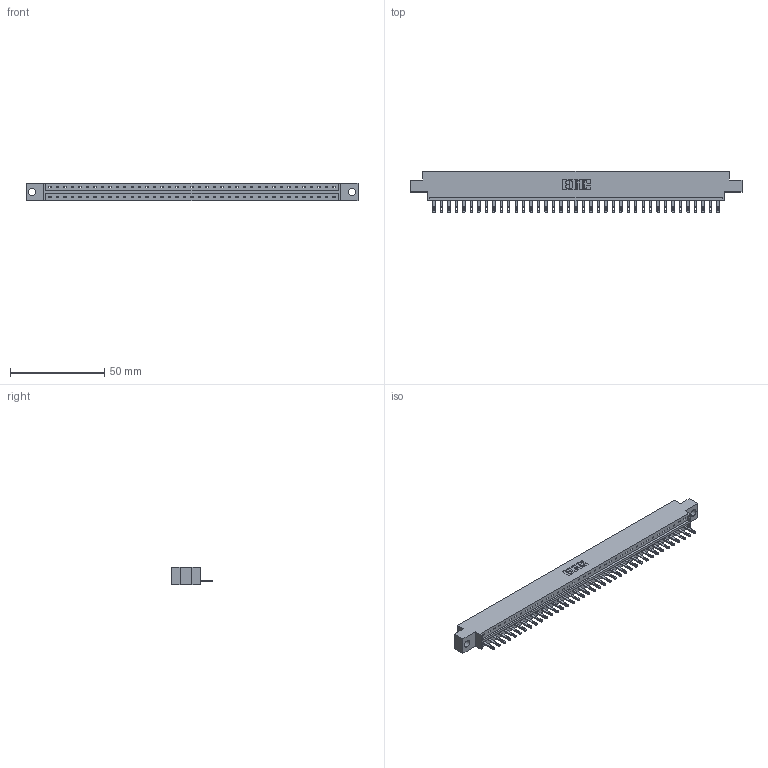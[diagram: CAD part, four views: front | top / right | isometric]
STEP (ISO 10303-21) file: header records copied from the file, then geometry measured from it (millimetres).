
FILE_DESCRIPTION (( 'STEP AP203' ), '1' );
FILE_NAME ('833-039-500-604.STEP', '2020-06-03T14:14:02', ( '' ), ( '' ), 'SwSTEP 2.0', 'SolidWorks 2020', '' );
FILE_SCHEMA (( 'CONFIG_CONTROL_DESIGN' ));
Length unit declared in the file: inch
Products named in the file (3): 345-292-001_345-293-100; 833-039-500-604; 833 Part_Offset - .156 Dia - TH
Assembly tree (40 placements, depth 2):
  833-039-500-604
    833 Part_Offset - .156 Dia - TH
    345-292-001_345-293-100  x39
Bounding box: 176.07 x 21.85 x 9.4 mm (x, y, z)
Volume: 17400.6 mm3; surface area: 18895.6 mm2
Topology: 40 solids, 40 shells, 2224 faces, 6875 edges, 4582 vertices
Faces by surface type: plane 1478, cylinder 746
Entity records: 24295 total; most frequent: CARTESIAN_POINT 4199, ORIENTED_EDGE 4174, DIRECTION 3549, EDGE_CURVE 2087, LINE 1955, VECTOR 1955, VERTEX_POINT 1390, AXIS2_PLACEMENT_3D 797
